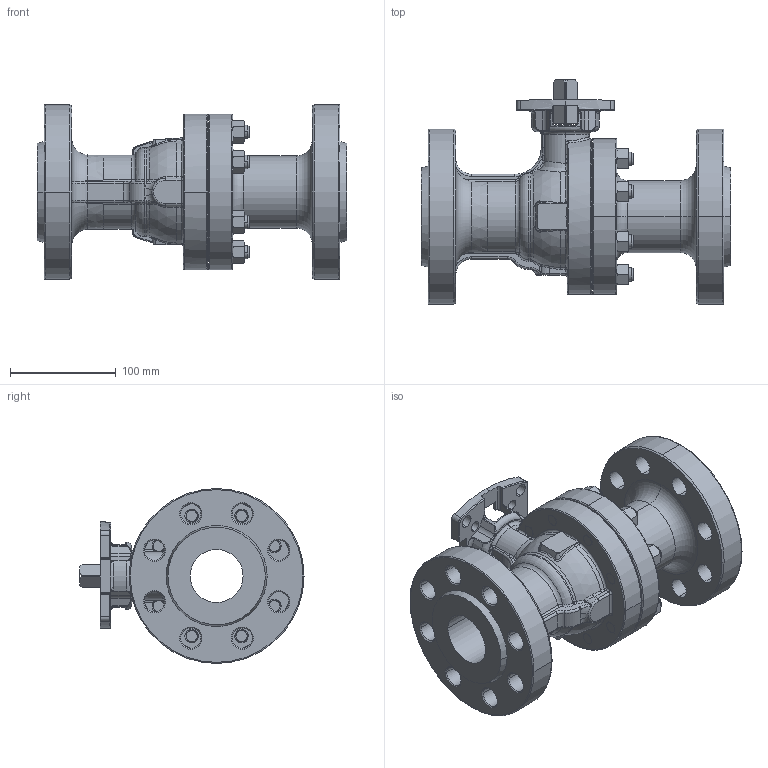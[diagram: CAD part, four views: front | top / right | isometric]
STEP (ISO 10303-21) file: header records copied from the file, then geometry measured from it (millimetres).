
FILE_DESCRIPTION (( 'STEP AP214' ), '1' );
FILE_NAME ('FD9-F6-0200-CXX BARE STEM.step', '2019-11-11T14:24:37', ( '' ), ( '' ), 'SwSTEP 2.0', 'SolidWorks 2019', '' );
FILE_SCHEMA (( 'AUTOMOTIVE_DESIGN' ));
Length unit declared in the file: inch
Products named in the file (2): FD9-F6-0200-CXX BARE STEM
Bounding box: 292.1 x 211.55 x 165.1 mm (x, y, z)
Surface area: 309007.7 mm2 (no closed solid volume)
Topology: 0 solids, 27 shells, 652 faces, 1748 edges, 1104 vertices
Faces by surface type: cylinder 189, plane 148, cone 144, torus 91, bspline 66, sphere 14
Entity records: 37475 total; most frequent: CARTESIAN_POINT 13208, DIRECTION 3316, ORIENTED_EDGE 3210, EDGE_CURVE 1731, AXIS2_PLACEMENT_3D 1419, VERTEX_POINT 1102, CIRCLE 831, EDGE_LOOP 752
